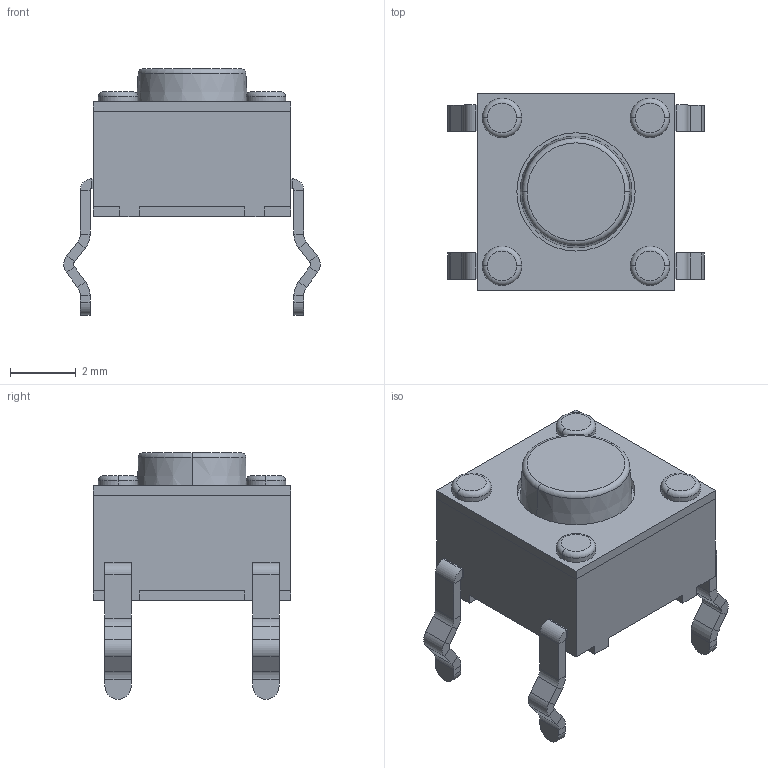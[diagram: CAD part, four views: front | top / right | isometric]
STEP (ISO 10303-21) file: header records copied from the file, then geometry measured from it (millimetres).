
FILE_DESCRIPTION (( 'STEP AP214' ), '1' );
FILE_NAME ('KEY-TH_4P-L6.0-W6.0-H4.5-LS6.5-P4.5.step', '2022-07-02T15:35:42', ( '' ), ( '' ), 'SwSTEP 2.0', 'SolidWorks 2020', '' );
FILE_SCHEMA (( 'AUTOMOTIVE_DESIGN' ));
Length unit declared in the file: millimetre
Products named in the file (1): KEY-TH_4P-L6.0-W6.0-H4.5-LS6.5-P4.5
Bounding box: 7.8 x 6 x 7.5 mm (x, y, z)
Volume: 132.8 mm3; surface area: 289.2 mm2
Topology: 3 solids, 3 shells, 508 faces, 1263 edges, 796 vertices
Faces by surface type: plane 334, bspline 112, cylinder 50, torus 10, cone 2
Entity records: 21036 total; most frequent: CARTESIAN_POINT 4672, ORIENTED_EDGE 2526, DIRECTION 1953, EDGE_CURVE 1263, VECTOR 911, LINE 911, VERTEX_POINT 796, EDGE_LOOP 545
